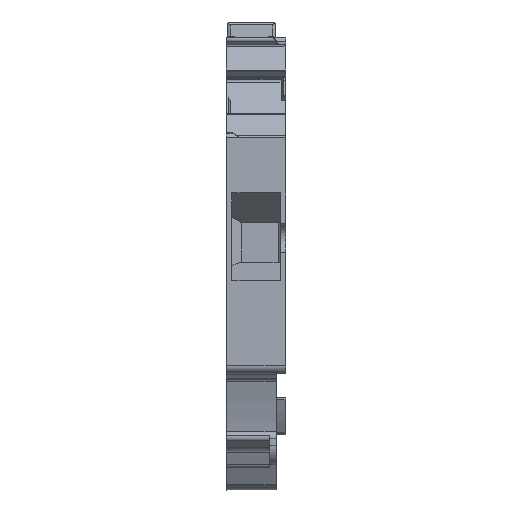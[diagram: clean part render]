
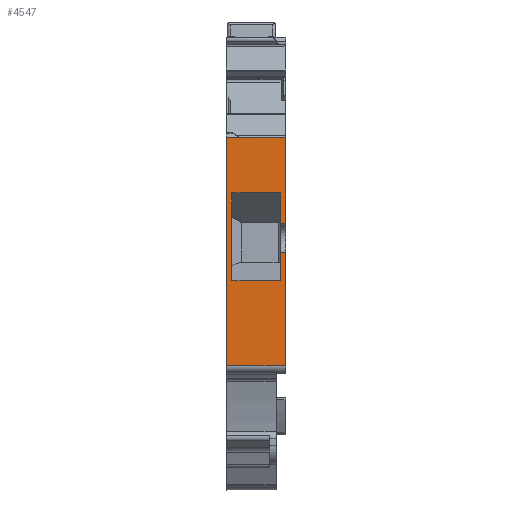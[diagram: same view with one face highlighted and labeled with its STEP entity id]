
A CAD part, front view. The second image highlights one B-rep face of the part: STEP entity #4547.
In plain terms, the highlighted planar face has unit normal (0, -1, 0).
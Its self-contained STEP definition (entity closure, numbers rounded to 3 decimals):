
#4448=AXIS2_PLACEMENT_3D('Plane Axis2P3D',#4445,#4446,#4447) ;
#4421=CARTESIAN_POINT('Vertex',(0.05,0.,35.862)) ;
#4424=CARTESIAN_POINT('Line Origine',(3.075,0.,35.862)) ;
#4428=CARTESIAN_POINT('Vertex',(6.1,0.,35.862)) ;
#4445=CARTESIAN_POINT('Axis2P3D Location',(6.1,0.,18.041)) ;
#4450=CARTESIAN_POINT('Line Origine',(2.575,0.,12.633)) ;
#4454=CARTESIAN_POINT('Vertex',(0.05,0.,12.633)) ;
#4456=CARTESIAN_POINT('Vertex',(5.1,0.,12.633)) ;
#4459=CARTESIAN_POINT('Line Origine',(5.6,0.,12.633)) ;
#4463=CARTESIAN_POINT('Vertex',(6.1,0.,12.633)) ;
#4466=CARTESIAN_POINT('Line Origine',(6.1,0.,18.383)) ;
#4470=CARTESIAN_POINT('Vertex',(6.1,0.,24.133)) ;
#4473=CARTESIAN_POINT('Line Origine',(5.825,0.,24.133)) ;
#4477=CARTESIAN_POINT('Vertex',(5.55,0.,24.133)) ;
#4480=CARTESIAN_POINT('Line Origine',(5.55,0.,22.721)) ;
#4484=CARTESIAN_POINT('Vertex',(5.55,0.,21.309)) ;
#4487=CARTESIAN_POINT('Line Origine',(3.075,0.,21.309)) ;
#4491=CARTESIAN_POINT('Vertex',(0.6,0.,21.309)) ;
#4494=CARTESIAN_POINT('Line Origine',(0.6,0.,25.763)) ;
#4498=CARTESIAN_POINT('Vertex',(0.6,0.,30.217)) ;
#4501=CARTESIAN_POINT('Line Origine',(3.075,0.,30.217)) ;
#4505=CARTESIAN_POINT('Vertex',(5.55,0.,30.217)) ;
#4508=CARTESIAN_POINT('Line Origine',(5.55,0.,28.675)) ;
#4512=CARTESIAN_POINT('Vertex',(5.55,0.,27.133)) ;
#4515=CARTESIAN_POINT('Line Origine',(5.825,0.,27.133)) ;
#4519=CARTESIAN_POINT('Vertex',(6.1,0.,27.133)) ;
#4522=CARTESIAN_POINT('Line Origine',(6.1,0.,31.498)) ;
#4527=CARTESIAN_POINT('Line Origine',(0.05,0.,24.248)) ;
#4425=DIRECTION('Vector Direction',(-1.,0.,0.)) ;
#4446=DIRECTION('Axis2P3D Direction',(0.,-1.,0.)) ;
#4447=DIRECTION('Axis2P3D XDirection',(0.,0.,1.)) ;
#4451=DIRECTION('Vector Direction',(-1.,0.,0.)) ;
#4460=DIRECTION('Vector Direction',(-1.,0.,0.)) ;
#4467=DIRECTION('Vector Direction',(0.,0.,-1.)) ;
#4474=DIRECTION('Vector Direction',(1.,0.,0.)) ;
#4481=DIRECTION('Vector Direction',(0.,0.,-1.)) ;
#4488=DIRECTION('Vector Direction',(1.,0.,0.)) ;
#4495=DIRECTION('Vector Direction',(0.,0.,-1.)) ;
#4502=DIRECTION('Vector Direction',(1.,0.,0.)) ;
#4509=DIRECTION('Vector Direction',(0.,0.,-1.)) ;
#4516=DIRECTION('Vector Direction',(1.,0.,0.)) ;
#4523=DIRECTION('Vector Direction',(0.,0.,-1.)) ;
#4528=DIRECTION('Vector Direction',(0.,0.,1.)) ;
#4426=VECTOR('Line Direction',#4425,1.) ;
#4452=VECTOR('Line Direction',#4451,1.) ;
#4461=VECTOR('Line Direction',#4460,1.) ;
#4468=VECTOR('Line Direction',#4467,1.) ;
#4475=VECTOR('Line Direction',#4474,1.) ;
#4482=VECTOR('Line Direction',#4481,1.) ;
#4489=VECTOR('Line Direction',#4488,1.) ;
#4496=VECTOR('Line Direction',#4495,1.) ;
#4503=VECTOR('Line Direction',#4502,1.) ;
#4510=VECTOR('Line Direction',#4509,1.) ;
#4517=VECTOR('Line Direction',#4516,1.) ;
#4524=VECTOR('Line Direction',#4523,1.) ;
#4529=VECTOR('Line Direction',#4528,1.) ;
#4533=ORIENTED_EDGE('',*,*,#4458,.T.) ;
#4534=ORIENTED_EDGE('',*,*,#4465,.T.) ;
#4535=ORIENTED_EDGE('',*,*,#4472,.F.) ;
#4536=ORIENTED_EDGE('',*,*,#4479,.F.) ;
#4537=ORIENTED_EDGE('',*,*,#4486,.T.) ;
#4538=ORIENTED_EDGE('',*,*,#4493,.F.) ;
#4539=ORIENTED_EDGE('',*,*,#4500,.F.) ;
#4540=ORIENTED_EDGE('',*,*,#4507,.T.) ;
#4541=ORIENTED_EDGE('',*,*,#4514,.T.) ;
#4542=ORIENTED_EDGE('',*,*,#4521,.T.) ;
#4543=ORIENTED_EDGE('',*,*,#4526,.F.) ;
#4544=ORIENTED_EDGE('',*,*,#4430,.T.) ;
#4545=ORIENTED_EDGE('',*,*,#4531,.F.) ;
#4547=ADVANCED_FACE('1473521-1-0.1\\Koerper.2',(#4546),#4449,.T.) ;
#4430=EDGE_CURVE('',#4429,#4422,#4427,.T.) ;
#4458=EDGE_CURVE('',#4455,#4457,#4453,.F.) ;
#4465=EDGE_CURVE('',#4457,#4464,#4462,.F.) ;
#4472=EDGE_CURVE('',#4471,#4464,#4469,.T.) ;
#4479=EDGE_CURVE('',#4478,#4471,#4476,.T.) ;
#4486=EDGE_CURVE('',#4478,#4485,#4483,.T.) ;
#4493=EDGE_CURVE('',#4492,#4485,#4490,.T.) ;
#4500=EDGE_CURVE('',#4499,#4492,#4497,.T.) ;
#4507=EDGE_CURVE('',#4499,#4506,#4504,.T.) ;
#4514=EDGE_CURVE('',#4506,#4513,#4511,.T.) ;
#4521=EDGE_CURVE('',#4513,#4520,#4518,.T.) ;
#4526=EDGE_CURVE('',#4429,#4520,#4525,.T.) ;
#4531=EDGE_CURVE('',#4455,#4422,#4530,.T.) ;
#4532=EDGE_LOOP('',(#4533,#4534,#4535,#4536,#4537,#4538,#4539,#4540,#4541,#4542,#4543,#4544,#4545)) ;
#4546=FACE_OUTER_BOUND('',#4532,.T.) ;
#4427=LINE('Line',#4424,#4426) ;
#4453=LINE('Line',#4450,#4452) ;
#4462=LINE('Line',#4459,#4461) ;
#4469=LINE('Line',#4466,#4468) ;
#4476=LINE('Line',#4473,#4475) ;
#4483=LINE('Line',#4480,#4482) ;
#4490=LINE('Line',#4487,#4489) ;
#4497=LINE('Line',#4494,#4496) ;
#4504=LINE('Line',#4501,#4503) ;
#4511=LINE('Line',#4508,#4510) ;
#4518=LINE('Line',#4515,#4517) ;
#4525=LINE('Line',#4522,#4524) ;
#4530=LINE('Line',#4527,#4529) ;
#4449=PLANE('',#4448) ;
#4422=VERTEX_POINT('',#4421) ;
#4429=VERTEX_POINT('',#4428) ;
#4455=VERTEX_POINT('',#4454) ;
#4457=VERTEX_POINT('',#4456) ;
#4464=VERTEX_POINT('',#4463) ;
#4471=VERTEX_POINT('',#4470) ;
#4478=VERTEX_POINT('',#4477) ;
#4485=VERTEX_POINT('',#4484) ;
#4492=VERTEX_POINT('',#4491) ;
#4499=VERTEX_POINT('',#4498) ;
#4506=VERTEX_POINT('',#4505) ;
#4513=VERTEX_POINT('',#4512) ;
#4520=VERTEX_POINT('',#4519) ;
